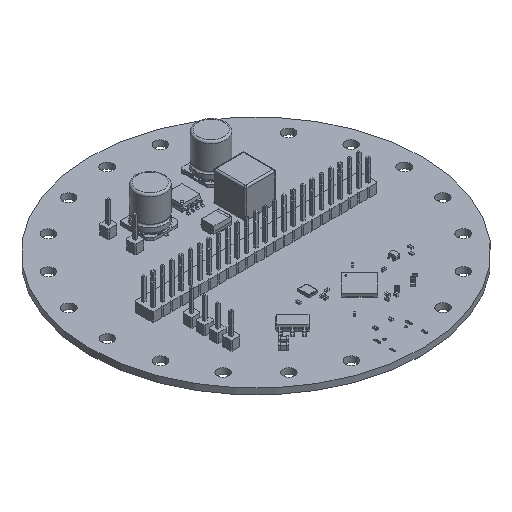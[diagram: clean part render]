
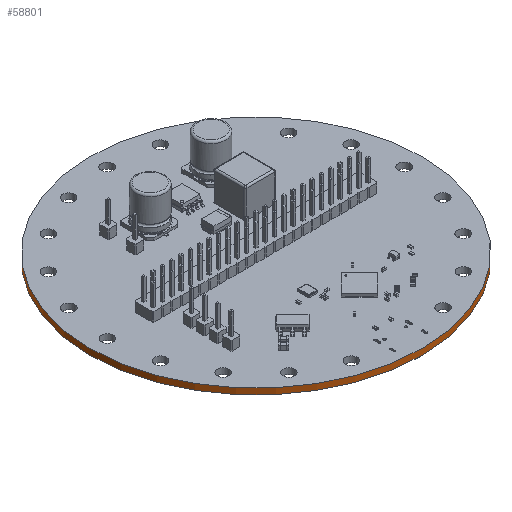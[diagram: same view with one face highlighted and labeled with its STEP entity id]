
A CAD part, isometric view. The second image highlights one B-rep face of the part: STEP entity #58801.
In plain terms, the highlighted cylindrical face has radius 45.1 mm (diameter 90.2 mm), a full revolution.
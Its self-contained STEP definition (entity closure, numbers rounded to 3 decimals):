
#58801 = ADVANCED_FACE('',(#58802),#58829,.T.);
#58802 = FACE_BOUND('',#58803,.F.);
#58803 = EDGE_LOOP('',(#58804,#58814,#58821,#58822));
#58804 = ORIENTED_EDGE('',*,*,#58805,.T.);
#58805 = EDGE_CURVE('',#58806,#58808,#58810,.T.);
#58806 = VERTEX_POINT('',#58807);
#58807 = CARTESIAN_POINT('',(264.3,-74.7,0.));
#58808 = VERTEX_POINT('',#58809);
#58809 = CARTESIAN_POINT('',(264.3,-74.7,1.606));
#58810 = LINE('',#58811,#58812);
#58811 = CARTESIAN_POINT('',(264.3,-74.7,0.));
#58812 = VECTOR('',#58813,1.);
#58813 = DIRECTION('',(0.,0.,1.));
#58814 = ORIENTED_EDGE('',*,*,#58815,.T.);
#58815 = EDGE_CURVE('',#58808,#58808,#58816,.T.);
#58816 = CIRCLE('',#58817,45.1);
#58817 = AXIS2_PLACEMENT_3D('',#58818,#58819,#58820);
#58818 = CARTESIAN_POINT('',(219.2,-74.7,1.606));
#58819 = DIRECTION('',(0.,0.,1.));
#58820 = DIRECTION('',(1.,0.,-0.));
#58821 = ORIENTED_EDGE('',*,*,#58805,.F.);
#58822 = ORIENTED_EDGE('',*,*,#58823,.F.);
#58823 = EDGE_CURVE('',#58806,#58806,#58824,.T.);
#58824 = CIRCLE('',#58825,45.1);
#58825 = AXIS2_PLACEMENT_3D('',#58826,#58827,#58828);
#58826 = CARTESIAN_POINT('',(219.2,-74.7,0.));
#58827 = DIRECTION('',(0.,0.,1.));
#58828 = DIRECTION('',(1.,0.,-0.));
#58829 = CYLINDRICAL_SURFACE('',#58830,45.1);
#58830 = AXIS2_PLACEMENT_3D('',#58831,#58832,#58833);
#58831 = CARTESIAN_POINT('',(219.2,-74.7,0.));
#58832 = DIRECTION('',(-0.,-0.,-1.));
#58833 = DIRECTION('',(1.,0.,-0.));
